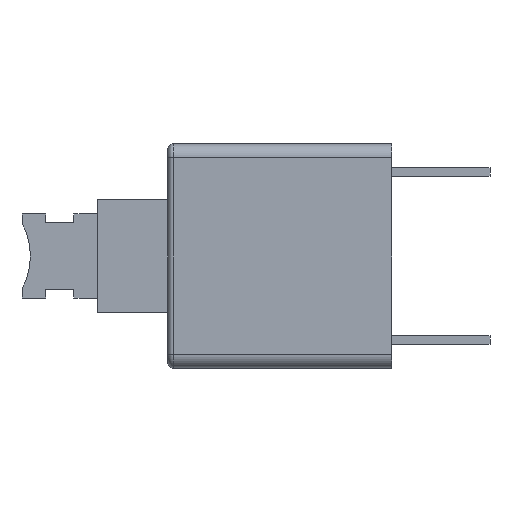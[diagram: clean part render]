
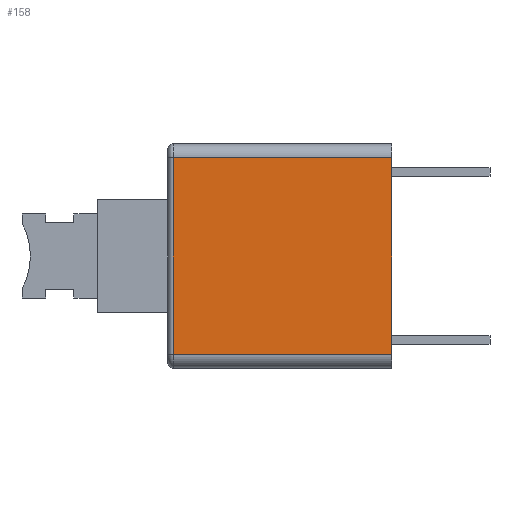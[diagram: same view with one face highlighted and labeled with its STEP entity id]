
A CAD part, left-side view. The second image highlights one B-rep face of the part: STEP entity #158.
In plain terms, the highlighted planar face has unit normal (-1, 0, 0).
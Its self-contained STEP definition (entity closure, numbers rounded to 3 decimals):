
#158 = ADVANCED_FACE ( 'NONE', ( #1577 ), #1223, .F. ) ;
#231 = AXIS2_PLACEMENT_3D ( 'NONE', #1225, #1220, #1219 ) ;
#329 = EDGE_CURVE ( 'NONE', #1659, #1972, #1386, .T. ) ;
#343 = EDGE_CURVE ( 'NONE', #1972, #1967, #1800, .T. ) ;
#344 = EDGE_CURVE ( 'NONE', #1967, #1940, #1804, .T. ) ;
#345 = EDGE_CURVE ( 'NONE', #1940, #1659, #1806, .T. ) ;
#657 = CARTESIAN_POINT ( 'NONE',  ( -4., 0., 3.5 ) ) ;
#662 = CARTESIAN_POINT ( 'NONE',  ( -4., 7.8, 3.5 ) ) ;
#735 = CARTESIAN_POINT ( 'NONE',  ( -4., 0., -3.5 ) ) ;
#753 = CARTESIAN_POINT ( 'NONE',  ( -4., 7.8, -3.5 ) ) ;
#950 = DIRECTION ( 'NONE',  ( 0., -1., 0. ) ) ;
#951 = CARTESIAN_POINT ( 'NONE',  ( -4., 8., -3.5 ) ) ;
#953 = DIRECTION ( 'NONE',  ( 0., 0., -1. ) ) ;
#954 = CARTESIAN_POINT ( 'NONE',  ( -4., 7.8, -3.5 ) ) ;
#957 = DIRECTION ( 'NONE',  ( 0., 1., 0. ) ) ;
#964 = CARTESIAN_POINT ( 'NONE',  ( -4., 0., 4. ) ) ;
#967 = CARTESIAN_POINT ( 'NONE',  ( -4., 8., 3.5 ) ) ;
#968 = DIRECTION ( 'NONE',  ( 0., 0., 1. ) ) ;
#1219 = DIRECTION ( 'NONE',  ( 0., 0., -1. ) ) ;
#1220 = DIRECTION ( 'NONE',  ( 1., 0., 0. ) ) ;
#1223 = PLANE ( 'NONE',  #231 ) ;
#1225 = CARTESIAN_POINT ( 'NONE',  ( -4., 8., 4. ) ) ;
#1385 = VECTOR ( 'NONE', #968, 1000. ) ;
#1386 = LINE ( 'NONE', #964, #1385 ) ;
#1577 = FACE_OUTER_BOUND ( 'NONE', #1988, .T. ) ;
#1659 = VERTEX_POINT ( 'NONE', #735 ) ;
#1732 = ORIENTED_EDGE ( 'NONE', *, *, #343, .T. ) ;
#1733 = ORIENTED_EDGE ( 'NONE', *, *, #344, .T. ) ;
#1734 = ORIENTED_EDGE ( 'NONE', *, *, #345, .T. ) ;
#1735 = ORIENTED_EDGE ( 'NONE', *, *, #329, .T. ) ;
#1800 = LINE ( 'NONE', #967, #1805 ) ;
#1804 = LINE ( 'NONE', #954, #1807 ) ;
#1805 = VECTOR ( 'NONE', #957, 1000. ) ;
#1806 = LINE ( 'NONE', #951, #1809 ) ;
#1807 = VECTOR ( 'NONE', #953, 1000. ) ;
#1809 = VECTOR ( 'NONE', #950, 1000. ) ;
#1940 = VERTEX_POINT ( 'NONE', #753 ) ;
#1967 = VERTEX_POINT ( 'NONE', #662 ) ;
#1972 = VERTEX_POINT ( 'NONE', #657 ) ;
#1988 = EDGE_LOOP ( 'NONE', ( #1732, #1733, #1734, #1735 ) ) ;
